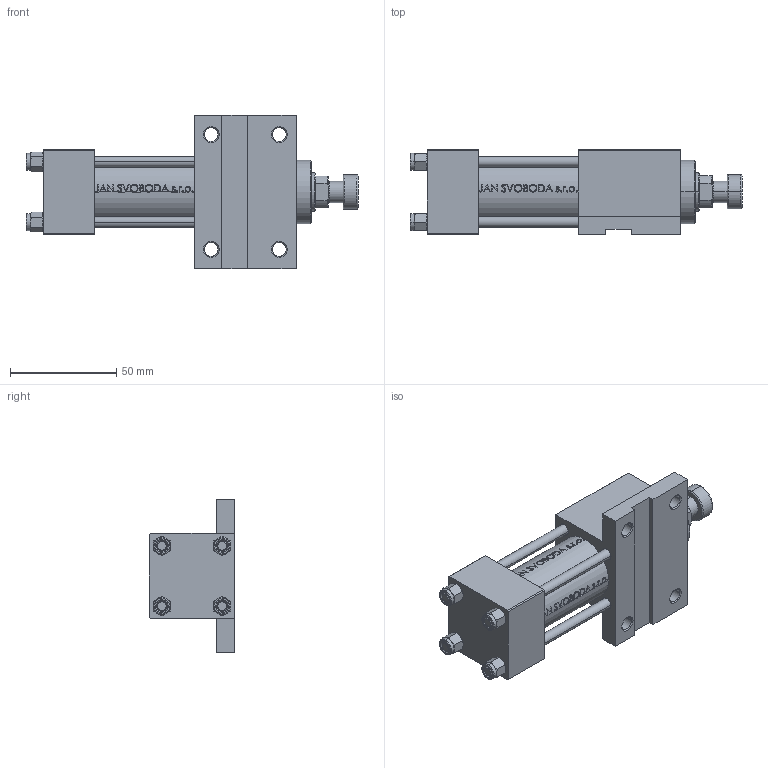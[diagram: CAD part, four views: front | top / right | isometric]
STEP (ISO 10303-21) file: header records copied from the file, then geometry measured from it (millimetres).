
FILE_DESCRIPTION (( 'STEP AP203' ), '1' );
FILE_NAME ('27f8.STEP', '2022-04-14T12:50:51', ( '' ), ( '' ), 'SwSTEP 2.0', 'SolidWorks 2019', '' );
FILE_SCHEMA (( 'CONFIG_CONTROL_DESIGN' ));
Length unit declared in the file: millimetre
Products named in the file (7): V215CR_F_TYCINKA 67eaea5722c2f516c43f50d1dc6e7dbf; 27f8; V215_VC_A 67eaea5722c2f516c43f50d1dc6e7dbf; V215CR_F_Body 67eaea5722c2f516c43f50d1dc6e7dbf; NUT_M5_F 67eaea5722c2f516c43f50d1dc6e7dbf; V215CR_ROD_END_W 67eaea5722c2f516c43f50d1dc6e7dbf; V215CR_VCP_F 67eaea5722c2f516c43f50d1dc6e7dbf
Assembly tree (12 placements, depth 2):
  27f8
    V215CR_F_Body 67eaea5722c2f516c43f50d1dc6e7dbf
    V215CR_VCP_F 67eaea5722c2f516c43f50d1dc6e7dbf
    V215CR_F_TYCINKA 67eaea5722c2f516c43f50d1dc6e7dbf  x4
    NUT_M5_F 67eaea5722c2f516c43f50d1dc6e7dbf  x4
    V215_VC_A 67eaea5722c2f516c43f50d1dc6e7dbf
    V215CR_ROD_END_W 67eaea5722c2f516c43f50d1dc6e7dbf
Bounding box: 156 x 40 x 72 mm (x, y, z)
Volume: 161646.2 mm3; surface area: 62128 mm2
Topology: 12 solids, 12 shells, 1123 faces, 2825 edges, 1809 vertices
Faces by surface type: plane 439, bspline 380, cone 154, cylinder 138, torus 12
Entity records: 48480 total; most frequent: CARTESIAN_POINT 26019, ORIENTED_EDGE 5142, DIRECTION 3225, EDGE_CURVE 2571, VERTEX_POINT 1665, LINE 1323, VECTOR 1323, EDGE_LOOP 1106
